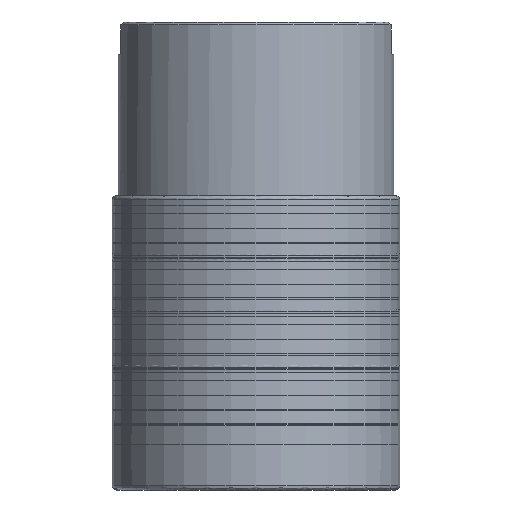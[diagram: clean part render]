
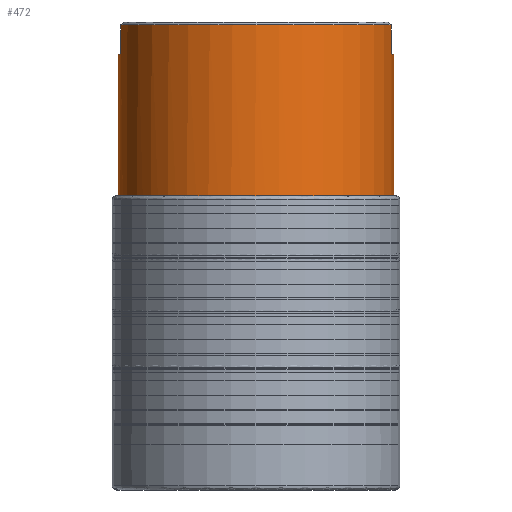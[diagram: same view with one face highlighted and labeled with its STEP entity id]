
A CAD part, left-side view. The second image highlights one B-rep face of the part: STEP entity #472.
In plain terms, the highlighted cylindrical face has radius 24.331 mm (diameter 48.663 mm), a full revolution.
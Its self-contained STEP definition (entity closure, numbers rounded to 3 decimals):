
#148=CYLINDRICAL_SURFACE('',#3701,24.331);
#156=LINE('',#6547,#180);
#157=LINE('',#6552,#181);
#158=LINE('',#6590,#182);
#159=LINE('',#6594,#183);
#180=VECTOR('',#4417,1.);
#181=VECTOR('',#4420,1.);
#182=VECTOR('',#4423,1.);
#183=VECTOR('',#4426,1.);
#472=ADVANCED_FACE('',(#1471,#1472),#148,.T.);
#1059=B_SPLINE_CURVE_WITH_KNOTS('',3,(#6554,#6555,#6556,#6557,#6558,#6559,
#6560,#6561,#6562,#6563,#6564,#6565,#6566,#6567,#6568,#6569),
 .UNSPECIFIED.,.F.,.F.,(4,3,3,3,3,4),(0.,0.21,0.42,
0.632,0.849,1.),.UNSPECIFIED.);
#1060=B_SPLINE_CURVE_WITH_KNOTS('',3,(#6573,#6574,#6575,#6576,#6577,#6578,
#6579,#6580,#6581,#6582,#6583,#6584,#6585,#6586,#6587,#6588),
 .UNSPECIFIED.,.F.,.F.,(4,3,3,3,3,4),(0.,0.219,0.438,
0.656,0.871,1.),.UNSPECIFIED.);
#1061=B_SPLINE_CURVE_WITH_KNOTS('',3,(#6596,#6597,#6598,#6599,#6600,#6601,
#6602,#6603,#6604,#6605,#6606,#6607,#6608,#6609,#6610,#6611),
 .UNSPECIFIED.,.F.,.F.,(4,3,3,3,3,4),(0.,0.21,0.42,
0.632,0.849,1.),.UNSPECIFIED.);
#1062=B_SPLINE_CURVE_WITH_KNOTS('',3,(#6615,#6616,#6617,#6618,#6619,#6620,
#6621,#6622,#6623,#6624,#6625,#6626,#6627,#6628,#6629,#6630),
 .UNSPECIFIED.,.F.,.F.,(4,3,3,3,3,4),(0.,0.219,0.438,
0.656,0.871,1.),.UNSPECIFIED.);
#1471=FACE_BOUND('',#1885,.T.);
#1472=FACE_BOUND('',#1886,.T.);
#1885=EDGE_LOOP('',(#2319));
#1886=EDGE_LOOP('',(#2320,#2321,#2322,#2323,#2324,#2325,#2326,#2327,#2328,
#2329,#2330,#2331));
#2319=ORIENTED_EDGE('',*,*,#2891,.T.);
#2320=ORIENTED_EDGE('',*,*,#2892,.F.);
#2321=ORIENTED_EDGE('',*,*,#2893,.T.);
#2322=ORIENTED_EDGE('',*,*,#2894,.F.);
#2323=ORIENTED_EDGE('',*,*,#2895,.T.);
#2324=ORIENTED_EDGE('',*,*,#2896,.F.);
#2325=ORIENTED_EDGE('',*,*,#2897,.T.);
#2326=ORIENTED_EDGE('',*,*,#2898,.F.);
#2327=ORIENTED_EDGE('',*,*,#2899,.T.);
#2328=ORIENTED_EDGE('',*,*,#2900,.F.);
#2329=ORIENTED_EDGE('',*,*,#2901,.T.);
#2330=ORIENTED_EDGE('',*,*,#2902,.F.);
#2331=ORIENTED_EDGE('',*,*,#2903,.T.);
#2649=VERTEX_POINT('',#6546);
#2650=VERTEX_POINT('',#6548);
#2651=VERTEX_POINT('',#6549);
#2652=VERTEX_POINT('',#6551);
#2653=VERTEX_POINT('',#6553);
#2654=VERTEX_POINT('',#6570);
#2655=VERTEX_POINT('',#6572);
#2656=VERTEX_POINT('',#6589);
#2657=VERTEX_POINT('',#6591);
#2658=VERTEX_POINT('',#6593);
#2659=VERTEX_POINT('',#6595);
#2660=VERTEX_POINT('',#6612);
#2661=VERTEX_POINT('',#6614);
#2891=EDGE_CURVE('',#2649,#2649,#3153,.T.);
#2892=EDGE_CURVE('',#2650,#2651,#156,.T.);
#2893=EDGE_CURVE('',#2650,#2652,#3154,.T.);
#2894=EDGE_CURVE('',#2653,#2652,#157,.T.);
#2895=EDGE_CURVE('',#2653,#2654,#1059,.T.);
#2896=EDGE_CURVE('',#2655,#2654,#3155,.T.);
#2897=EDGE_CURVE('',#2655,#2656,#1060,.T.);
#2898=EDGE_CURVE('',#2657,#2656,#158,.T.);
#2899=EDGE_CURVE('',#2657,#2658,#3156,.T.);
#2900=EDGE_CURVE('',#2659,#2658,#159,.T.);
#2901=EDGE_CURVE('',#2659,#2660,#1061,.T.);
#2902=EDGE_CURVE('',#2661,#2660,#3157,.T.);
#2903=EDGE_CURVE('',#2661,#2651,#1062,.T.);
#3153=CIRCLE('',#3696,24.331);
#3154=CIRCLE('',#3697,24.331);
#3155=CIRCLE('',#3698,24.331);
#3156=CIRCLE('',#3699,24.331);
#3157=CIRCLE('',#3700,24.331);
#3696=AXIS2_PLACEMENT_3D('',#6545,#4415,#4416);
#3697=AXIS2_PLACEMENT_3D('',#6550,#4418,#4419);
#3698=AXIS2_PLACEMENT_3D('',#6571,#4421,#4422);
#3699=AXIS2_PLACEMENT_3D('',#6592,#4424,#4425);
#3700=AXIS2_PLACEMENT_3D('',#6613,#4427,#4428);
#3701=AXIS2_PLACEMENT_3D('',#6631,#4429,#4430);
#4415=DIRECTION('',(0.,0.,1.));
#4416=DIRECTION('',(1.,0.,0.));
#4417=DIRECTION('',(0.,0.,-1.));
#4418=DIRECTION('',(0.,0.,-1.));
#4419=DIRECTION('',(-1.,0.,0.));
#4420=DIRECTION('',(0.,0.,1.));
#4421=DIRECTION('',(0.,0.,1.));
#4422=DIRECTION('',(-1.,0.,0.));
#4423=DIRECTION('',(0.,0.,-1.));
#4424=DIRECTION('',(0.,0.,-1.));
#4425=DIRECTION('',(-1.,0.,0.));
#4426=DIRECTION('',(0.,0.,1.));
#4427=DIRECTION('',(0.,0.,1.));
#4428=DIRECTION('',(-1.,0.,0.));
#4429=DIRECTION('',(0.,0.,1.));
#4430=DIRECTION('',(-1.,0.,0.));
#6545=CARTESIAN_POINT('',(0.,0.,-71.648));
#6546=CARTESIAN_POINT('',(24.331,0.,-71.648));
#6547=CARTESIAN_POINT('',(4.873,23.838,0.));
#6548=CARTESIAN_POINT('',(4.873,23.838,-0.5));
#6549=CARTESIAN_POINT('',(4.873,23.838,-4.7));
#6550=CARTESIAN_POINT('',(0.,0.,-0.5));
#6551=CARTESIAN_POINT('',(4.873,-23.838,-0.5));
#6552=CARTESIAN_POINT('',(4.873,-23.838,0.));
#6553=CARTESIAN_POINT('',(4.873,-23.838,-4.7));
#6554=CARTESIAN_POINT('',(4.873,-23.838,-4.7));
#6555=CARTESIAN_POINT('',(4.873,-23.838,-4.81));
#6556=CARTESIAN_POINT('',(4.854,-23.842,-4.922));
#6557=CARTESIAN_POINT('',(4.818,-23.85,-5.026));
#6558=CARTESIAN_POINT('',(4.782,-23.857,-5.13));
#6559=CARTESIAN_POINT('',(4.728,-23.868,-5.229));
#6560=CARTESIAN_POINT('',(4.66,-23.881,-5.316));
#6561=CARTESIAN_POINT('',(4.592,-23.894,-5.403));
#6562=CARTESIAN_POINT('',(4.509,-23.91,-5.479));
#6563=CARTESIAN_POINT('',(4.416,-23.927,-5.539));
#6564=CARTESIAN_POINT('',(4.322,-23.945,-5.6));
#6565=CARTESIAN_POINT('',(4.217,-23.963,-5.646));
#6566=CARTESIAN_POINT('',(4.108,-23.982,-5.672));
#6567=CARTESIAN_POINT('',(4.031,-23.995,-5.691));
#6568=CARTESIAN_POINT('',(3.952,-24.008,-5.7));
#6569=CARTESIAN_POINT('',(3.873,-24.021,-5.7));
#6570=CARTESIAN_POINT('',(3.873,-24.021,-5.7));
#6571=CARTESIAN_POINT('',(0.,0.,-5.7));
#6572=CARTESIAN_POINT('',(-3.873,-24.021,-5.7));
#6573=CARTESIAN_POINT('',(-3.873,-24.021,-5.7));
#6574=CARTESIAN_POINT('',(-3.986,-24.003,-5.7));
#6575=CARTESIAN_POINT('',(-4.101,-23.984,-5.68));
#6576=CARTESIAN_POINT('',(-4.208,-23.965,-5.642));
#6577=CARTESIAN_POINT('',(-4.314,-23.946,-5.604));
#6578=CARTESIAN_POINT('',(-4.416,-23.927,-5.547));
#6579=CARTESIAN_POINT('',(-4.504,-23.911,-5.475));
#6580=CARTESIAN_POINT('',(-4.592,-23.894,-5.404));
#6581=CARTESIAN_POINT('',(-4.669,-23.879,-5.315));
#6582=CARTESIAN_POINT('',(-4.728,-23.868,-5.218));
#6583=CARTESIAN_POINT('',(-4.786,-23.856,-5.122));
#6584=CARTESIAN_POINT('',(-4.829,-23.847,-5.014));
#6585=CARTESIAN_POINT('',(-4.852,-23.843,-4.904));
#6586=CARTESIAN_POINT('',(-4.865,-23.84,-4.837));
#6587=CARTESIAN_POINT('',(-4.873,-23.838,-4.768));
#6588=CARTESIAN_POINT('',(-4.873,-23.838,-4.7));
#6589=CARTESIAN_POINT('',(-4.873,-23.838,-4.7));
#6590=CARTESIAN_POINT('',(-4.873,-23.838,0.));
#6591=CARTESIAN_POINT('',(-4.873,-23.838,-0.5));
#6592=CARTESIAN_POINT('',(0.,0.,-0.5));
#6593=CARTESIAN_POINT('',(-4.873,23.838,-0.5));
#6594=CARTESIAN_POINT('',(-4.873,23.838,0.));
#6595=CARTESIAN_POINT('',(-4.873,23.838,-4.7));
#6596=CARTESIAN_POINT('',(-4.873,23.838,-4.7));
#6597=CARTESIAN_POINT('',(-4.873,23.838,-4.81));
#6598=CARTESIAN_POINT('',(-4.854,23.842,-4.922));
#6599=CARTESIAN_POINT('',(-4.818,23.85,-5.026));
#6600=CARTESIAN_POINT('',(-4.782,23.857,-5.13));
#6601=CARTESIAN_POINT('',(-4.728,23.868,-5.229));
#6602=CARTESIAN_POINT('',(-4.66,23.881,-5.316));
#6603=CARTESIAN_POINT('',(-4.592,23.894,-5.403));
#6604=CARTESIAN_POINT('',(-4.509,23.91,-5.479));
#6605=CARTESIAN_POINT('',(-4.416,23.927,-5.539));
#6606=CARTESIAN_POINT('',(-4.322,23.945,-5.6));
#6607=CARTESIAN_POINT('',(-4.217,23.963,-5.646));
#6608=CARTESIAN_POINT('',(-4.108,23.982,-5.672));
#6609=CARTESIAN_POINT('',(-4.031,23.995,-5.691));
#6610=CARTESIAN_POINT('',(-3.952,24.008,-5.7));
#6611=CARTESIAN_POINT('',(-3.873,24.021,-5.7));
#6612=CARTESIAN_POINT('',(-3.873,24.021,-5.7));
#6613=CARTESIAN_POINT('',(0.,0.,-5.7));
#6614=CARTESIAN_POINT('',(3.873,24.021,-5.7));
#6615=CARTESIAN_POINT('',(3.873,24.021,-5.7));
#6616=CARTESIAN_POINT('',(3.986,24.003,-5.7));
#6617=CARTESIAN_POINT('',(4.101,23.984,-5.68));
#6618=CARTESIAN_POINT('',(4.208,23.965,-5.642));
#6619=CARTESIAN_POINT('',(4.314,23.946,-5.604));
#6620=CARTESIAN_POINT('',(4.416,23.927,-5.547));
#6621=CARTESIAN_POINT('',(4.504,23.911,-5.475));
#6622=CARTESIAN_POINT('',(4.592,23.894,-5.404));
#6623=CARTESIAN_POINT('',(4.669,23.879,-5.315));
#6624=CARTESIAN_POINT('',(4.728,23.868,-5.218));
#6625=CARTESIAN_POINT('',(4.786,23.856,-5.122));
#6626=CARTESIAN_POINT('',(4.829,23.847,-5.014));
#6627=CARTESIAN_POINT('',(4.852,23.843,-4.904));
#6628=CARTESIAN_POINT('',(4.865,23.84,-4.837));
#6629=CARTESIAN_POINT('',(4.873,23.838,-4.768));
#6630=CARTESIAN_POINT('',(4.873,23.838,-4.7));
#6631=CARTESIAN_POINT('',(0.,0.,0.));
